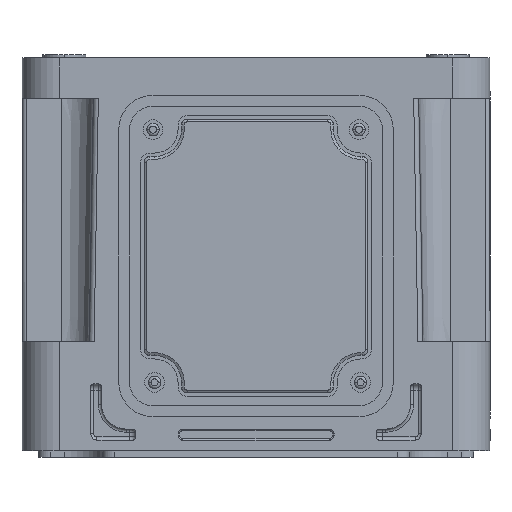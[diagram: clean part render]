
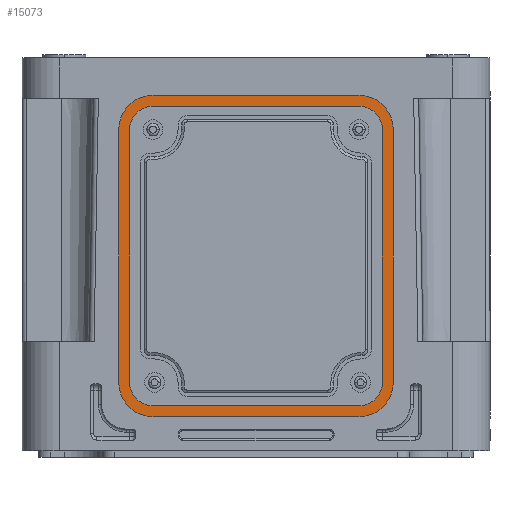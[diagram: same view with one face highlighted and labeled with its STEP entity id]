
A CAD part, left-side view. The second image highlights one B-rep face of the part: STEP entity #15073.
In plain terms, the highlighted planar face has unit normal (-1, 0, 0).
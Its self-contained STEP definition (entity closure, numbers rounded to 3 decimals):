
#247 = CARTESIAN_POINT ( 'NONE',  ( -146.5, 33., 103. ) ) ;
#253 = PLANE ( 'NONE',  #557 ) ;
#257 = DIRECTION ( 'NONE',  ( -1., 0., 0. ) ) ;
#258 = DIRECTION ( 'NONE',  ( 0., -1., 0. ) ) ;
#557 = AXIS2_PLACEMENT_3D ( 'NONE', #247, #257, #258 ) ;
#3576 = CIRCLE ( 'NONE', #5255, 11. ) ;
#3578 = LINE ( 'NONE', #6690, #3581 ) ;
#3579 = CIRCLE ( 'NONE', #5259, 7.5 ) ;
#3580 = CIRCLE ( 'NONE', #5256, 11. ) ;
#3581 = VECTOR ( 'NONE', #6685, 1000. ) ;
#3582 = LINE ( 'NONE', #6684, #3584 ) ;
#3583 = CIRCLE ( 'NONE', #5257, 11. ) ;
#3584 = VECTOR ( 'NONE', #6689, 1000. ) ;
#3585 = LINE ( 'NONE', #6694, #3587 ) ;
#3586 = CIRCLE ( 'NONE', #5258, 11. ) ;
#3587 = VECTOR ( 'NONE', #6695, 1000. ) ;
#3588 = LINE ( 'NONE', #6699, #3590 ) ;
#3589 = LINE ( 'NONE', #6707, #3592 ) ;
#3590 = VECTOR ( 'NONE', #6700, 1000. ) ;
#3591 = LINE ( 'NONE', #6710, #3595 ) ;
#3592 = VECTOR ( 'NONE', #6709, 1000. ) ;
#3593 = CIRCLE ( 'NONE', #5260, 7.5 ) ;
#3594 = LINE ( 'NONE', #6715, #3598 ) ;
#3595 = VECTOR ( 'NONE', #6708, 1000. ) ;
#3596 = CIRCLE ( 'NONE', #5261, 7.5 ) ;
#3598 = VECTOR ( 'NONE', #6714, 1000. ) ;
#3952 = CIRCLE ( 'NONE', #5417, 7.5 ) ;
#3954 = LINE ( 'NONE', #7385, #3956 ) ;
#3956 = VECTOR ( 'NONE', #7380, 1000. ) ;
#4977 = CARTESIAN_POINT ( 'NONE',  ( -146.5, 33., 114. ) ) ;
#4982 = CARTESIAN_POINT ( 'NONE',  ( -146.5, -40.5, 103. ) ) ;
#4984 = CARTESIAN_POINT ( 'NONE',  ( -146.5, 40.5, 103. ) ) ;
#4987 = CARTESIAN_POINT ( 'NONE',  ( -146.5, 44., 103. ) ) ;
#4988 = CARTESIAN_POINT ( 'NONE',  ( -146.5, 33., 110.5 ) ) ;
#4989 = CARTESIAN_POINT ( 'NONE',  ( -146.5, -40.5, 22. ) ) ;
#4990 = CARTESIAN_POINT ( 'NONE',  ( -146.5, 44., 22. ) ) ;
#4991 = CARTESIAN_POINT ( 'NONE',  ( -146.5, 33., 11. ) ) ;
#4992 = CARTESIAN_POINT ( 'NONE',  ( -146.5, -33., 11. ) ) ;
#4993 = CARTESIAN_POINT ( 'NONE',  ( -146.5, -44., 22. ) ) ;
#4994 = CARTESIAN_POINT ( 'NONE',  ( -146.5, -44., 103. ) ) ;
#4995 = CARTESIAN_POINT ( 'NONE',  ( -146.5, -33., 114. ) ) ;
#4996 = CARTESIAN_POINT ( 'NONE',  ( -146.5, 40.5, 22. ) ) ;
#4997 = CARTESIAN_POINT ( 'NONE',  ( -146.5, -33., 110.5 ) ) ;
#4998 = CARTESIAN_POINT ( 'NONE',  ( -146.5, -33., 14.5 ) ) ;
#4999 = CARTESIAN_POINT ( 'NONE',  ( -146.5, 33., 14.5 ) ) ;
#5255 = AXIS2_PLACEMENT_3D ( 'NONE', #6691, #6692, #6693 ) ;
#5256 = AXIS2_PLACEMENT_3D ( 'NONE', #6696, #6697, #6698 ) ;
#5257 = AXIS2_PLACEMENT_3D ( 'NONE', #6701, #6702, #6703 ) ;
#5258 = AXIS2_PLACEMENT_3D ( 'NONE', #6704, #6705, #6706 ) ;
#5259 = AXIS2_PLACEMENT_3D ( 'NONE', #6711, #6712, #6713 ) ;
#5260 = AXIS2_PLACEMENT_3D ( 'NONE', #6716, #6717, #6718 ) ;
#5261 = AXIS2_PLACEMENT_3D ( 'NONE', #6719, #6720, #6721 ) ;
#5417 = AXIS2_PLACEMENT_3D ( 'NONE', #7390, #7391, #7392 ) ;
#6684 = CARTESIAN_POINT ( 'NONE',  ( -146.5, 33., 11. ) ) ;
#6685 = DIRECTION ( 'NONE',  ( 0., 0., -1. ) ) ;
#6689 = DIRECTION ( 'NONE',  ( 0., -1., 0. ) ) ;
#6690 = CARTESIAN_POINT ( 'NONE',  ( -146.5, 44., 22. ) ) ;
#6691 = CARTESIAN_POINT ( 'NONE',  ( -146.5, 33., 103. ) ) ;
#6692 = DIRECTION ( 'NONE',  ( -1., 0., 0. ) ) ;
#6693 = DIRECTION ( 'NONE',  ( 0., -1., 0. ) ) ;
#6694 = CARTESIAN_POINT ( 'NONE',  ( -146.5, -44., 22. ) ) ;
#6695 = DIRECTION ( 'NONE',  ( 0., 0., 1. ) ) ;
#6696 = CARTESIAN_POINT ( 'NONE',  ( -146.5, 33., 22. ) ) ;
#6697 = DIRECTION ( 'NONE',  ( -1., 0., 0. ) ) ;
#6698 = DIRECTION ( 'NONE',  ( 0., -1., 0. ) ) ;
#6699 = CARTESIAN_POINT ( 'NONE',  ( -146.5, 33., 114. ) ) ;
#6700 = DIRECTION ( 'NONE',  ( 0., 1., 0. ) ) ;
#6701 = CARTESIAN_POINT ( 'NONE',  ( -146.5, -33., 22. ) ) ;
#6702 = DIRECTION ( 'NONE',  ( -1., 0., 0. ) ) ;
#6703 = DIRECTION ( 'NONE',  ( 0., -1., 0. ) ) ;
#6704 = CARTESIAN_POINT ( 'NONE',  ( -146.5, -33., 103. ) ) ;
#6705 = DIRECTION ( 'NONE',  ( -1., 0., 0. ) ) ;
#6706 = DIRECTION ( 'NONE',  ( 0., 1., 0. ) ) ;
#6707 = CARTESIAN_POINT ( 'NONE',  ( -146.5, 40.5, 103. ) ) ;
#6708 = DIRECTION ( 'NONE',  ( 0., 1., 0. ) ) ;
#6709 = DIRECTION ( 'NONE',  ( 0., 0., -1. ) ) ;
#6710 = CARTESIAN_POINT ( 'NONE',  ( -146.5, -33., 110.5 ) ) ;
#6711 = CARTESIAN_POINT ( 'NONE',  ( -146.5, 33., 103. ) ) ;
#6712 = DIRECTION ( 'NONE',  ( -1., 0., 0. ) ) ;
#6713 = DIRECTION ( 'NONE',  ( 0., -1., 0. ) ) ;
#6714 = DIRECTION ( 'NONE',  ( 0., 0., 1. ) ) ;
#6715 = CARTESIAN_POINT ( 'NONE',  ( -146.5, -40.5, 22. ) ) ;
#6716 = CARTESIAN_POINT ( 'NONE',  ( -146.5, -33., 103. ) ) ;
#6717 = DIRECTION ( 'NONE',  ( -1., 0., 0. ) ) ;
#6718 = DIRECTION ( 'NONE',  ( 0., -1., 0. ) ) ;
#6719 = CARTESIAN_POINT ( 'NONE',  ( -146.5, -33., 22. ) ) ;
#6720 = DIRECTION ( 'NONE',  ( -1., 0., 0. ) ) ;
#6721 = DIRECTION ( 'NONE',  ( 0., -1., 0. ) ) ;
#7380 = DIRECTION ( 'NONE',  ( 0., -1., 0. ) ) ;
#7385 = CARTESIAN_POINT ( 'NONE',  ( -146.5, 33., 14.5 ) ) ;
#7390 = CARTESIAN_POINT ( 'NONE',  ( -146.5, 33., 22. ) ) ;
#7391 = DIRECTION ( 'NONE',  ( -1., 0., 0. ) ) ;
#7392 = DIRECTION ( 'NONE',  ( 0., -1., 0. ) ) ;
#15073 = ADVANCED_FACE ( 'NONE', ( #25054, #25058 ), #253, .T. ) ;
#16158 = VERTEX_POINT ( 'NONE', #4977 ) ;
#16163 = VERTEX_POINT ( 'NONE', #4982 ) ;
#16165 = VERTEX_POINT ( 'NONE', #4984 ) ;
#16168 = VERTEX_POINT ( 'NONE', #4987 ) ;
#16169 = VERTEX_POINT ( 'NONE', #4988 ) ;
#16170 = VERTEX_POINT ( 'NONE', #4989 ) ;
#16171 = VERTEX_POINT ( 'NONE', #4990 ) ;
#16172 = VERTEX_POINT ( 'NONE', #4991 ) ;
#16173 = VERTEX_POINT ( 'NONE', #4992 ) ;
#16174 = VERTEX_POINT ( 'NONE', #4993 ) ;
#16175 = VERTEX_POINT ( 'NONE', #4994 ) ;
#16176 = VERTEX_POINT ( 'NONE', #4995 ) ;
#16177 = VERTEX_POINT ( 'NONE', #4996 ) ;
#16178 = VERTEX_POINT ( 'NONE', #4997 ) ;
#16179 = VERTEX_POINT ( 'NONE', #4998 ) ;
#16180 = VERTEX_POINT ( 'NONE', #4999 ) ;
#17070 = EDGE_CURVE ( 'NONE', #16158, #16168, #3576, .T. ) ;
#17071 = EDGE_CURVE ( 'NONE', #16168, #16171, #3578, .T. ) ;
#17072 = EDGE_CURVE ( 'NONE', #16171, #16172, #3580, .T. ) ;
#17073 = EDGE_CURVE ( 'NONE', #16172, #16173, #3582, .T. ) ;
#17074 = EDGE_CURVE ( 'NONE', #16173, #16174, #3583, .T. ) ;
#17075 = EDGE_CURVE ( 'NONE', #16174, #16175, #3585, .T. ) ;
#17076 = EDGE_CURVE ( 'NONE', #16175, #16176, #3586, .T. ) ;
#17077 = EDGE_CURVE ( 'NONE', #16176, #16158, #3588, .T. ) ;
#17078 = EDGE_CURVE ( 'NONE', #16165, #16177, #3589, .T. ) ;
#17079 = EDGE_CURVE ( 'NONE', #16169, #16165, #3579, .T. ) ;
#17080 = EDGE_CURVE ( 'NONE', #16178, #16169, #3591, .T. ) ;
#17081 = EDGE_CURVE ( 'NONE', #16163, #16178, #3593, .T. ) ;
#17082 = EDGE_CURVE ( 'NONE', #16170, #16163, #3594, .T. ) ;
#17083 = EDGE_CURVE ( 'NONE', #16179, #16170, #3596, .T. ) ;
#17339 = EDGE_CURVE ( 'NONE', #16180, #16179, #3954, .T. ) ;
#17340 = EDGE_CURVE ( 'NONE', #16177, #16180, #3952, .T. ) ;
#17712 = EDGE_LOOP ( 'NONE', ( #18528, #18529, #18530, #18531, #18532, #18533, #18534, #18535 ) ) ;
#17714 = EDGE_LOOP ( 'NONE', ( #18536, #18537, #18538, #18539, #18540, #18541, #18542, #18543 ) ) ;
#18528 = ORIENTED_EDGE ( 'NONE', *, *, #17070, .T. ) ;
#18529 = ORIENTED_EDGE ( 'NONE', *, *, #17071, .T. ) ;
#18530 = ORIENTED_EDGE ( 'NONE', *, *, #17072, .T. ) ;
#18531 = ORIENTED_EDGE ( 'NONE', *, *, #17073, .T. ) ;
#18532 = ORIENTED_EDGE ( 'NONE', *, *, #17074, .T. ) ;
#18533 = ORIENTED_EDGE ( 'NONE', *, *, #17075, .T. ) ;
#18534 = ORIENTED_EDGE ( 'NONE', *, *, #17076, .T. ) ;
#18535 = ORIENTED_EDGE ( 'NONE', *, *, #17077, .T. ) ;
#18536 = ORIENTED_EDGE ( 'NONE', *, *, #17078, .F. ) ;
#18537 = ORIENTED_EDGE ( 'NONE', *, *, #17079, .F. ) ;
#18538 = ORIENTED_EDGE ( 'NONE', *, *, #17080, .F. ) ;
#18539 = ORIENTED_EDGE ( 'NONE', *, *, #17081, .F. ) ;
#18540 = ORIENTED_EDGE ( 'NONE', *, *, #17082, .F. ) ;
#18541 = ORIENTED_EDGE ( 'NONE', *, *, #17083, .F. ) ;
#18542 = ORIENTED_EDGE ( 'NONE', *, *, #17339, .F. ) ;
#18543 = ORIENTED_EDGE ( 'NONE', *, *, #17340, .F. ) ;
#25054 = FACE_OUTER_BOUND ( 'NONE', #17712, .T. ) ;
#25058 = FACE_BOUND ( 'NONE', #17714, .T. ) ;
